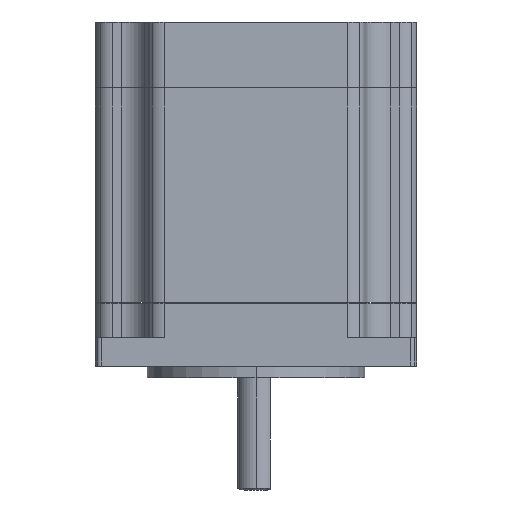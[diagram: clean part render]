
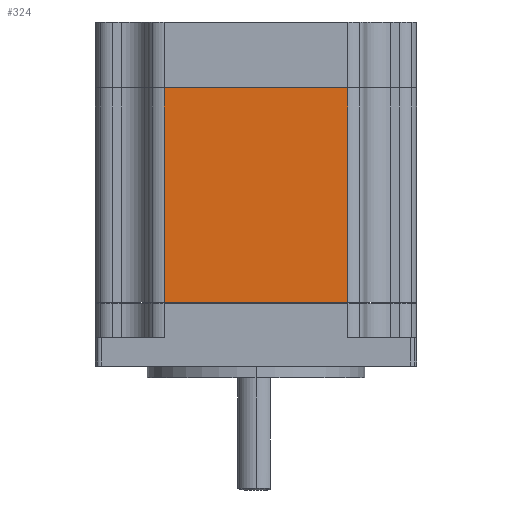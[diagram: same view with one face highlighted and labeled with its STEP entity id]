
A CAD part, left-side view. The second image highlights one B-rep face of the part: STEP entity #324.
In plain terms, the highlighted planar face has unit normal (-1, 0, 0).
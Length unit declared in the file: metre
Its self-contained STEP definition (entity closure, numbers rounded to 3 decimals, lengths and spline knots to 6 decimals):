
#324=ADVANCED_FACE('10:4992',(#734),#735,.T.);
#734=FACE_OUTER_BOUND('',#1239,.T.);
#735=PLANE('',#1240);
#1239=EDGE_LOOP('',(#2169,#2170,#2171,#2172));
#1240=AXIS2_PLACEMENT_3D('',#2173,#2174,#2175);
#2169=ORIENTED_EDGE('',*,*,#3283,.T.);
#2170=ORIENTED_EDGE('',*,*,#3252,.F.);
#2171=ORIENTED_EDGE('',*,*,#3304,.F.);
#2172=ORIENTED_EDGE('',*,*,#3262,.F.);
#2173=CARTESIAN_POINT('',(0.0575,0.12518,-0.07031));
#2174=DIRECTION('',(-1.0,0.,0.));
#2175=DIRECTION('',(0.,0.0,-1.0));
#3252=EDGE_CURVE('10:5386',#3968,#3970,#3971,.T.);
#3262=EDGE_CURVE('10:5369',#3986,#3988,#3989,.T.);
#3283=EDGE_CURVE('10:5219',#3986,#3970,#4022,.F.);
#3304=EDGE_CURVE('10:3685',#3988,#3968,#4051,.T.);
#3968=VERTEX_POINT('',#4943);
#3970=VERTEX_POINT('',#4945);
#3971=LINE('',#4946,#4947);
#3986=VERTEX_POINT('',#4965);
#3988=VERTEX_POINT('',#4967);
#3989=LINE('',#4968,#4969);
#4022=LINE('',#5011,#5012);
#4051=LINE('',#5049,#5050);
#4943=CARTESIAN_POINT('',(0.0575,0.08118,-0.05181));
#4945=CARTESIAN_POINT('',(0.0575,0.08118,-0.08921));
#4946=CARTESIAN_POINT('',(0.0575,0.08118,-0.05531));
#4947=VECTOR('',#5971,1.0);
#4965=CARTESIAN_POINT('',(0.0575,0.11318,-0.08921));
#4967=CARTESIAN_POINT('',(0.0575,0.11318,-0.05181));
#4968=CARTESIAN_POINT('',(0.0575,0.11318,-0.05531));
#4969=VECTOR('',#5987,1.0);
#5011=CARTESIAN_POINT('',(0.0575,0.12368,-0.08921));
#5012=VECTOR('',#6027,1.0);
#5049=CARTESIAN_POINT('',(0.0575,0.12368,-0.05181));
#5050=VECTOR('',#6054,1.0);
#5971=DIRECTION('',(0.,0.,-1.0));
#5987=DIRECTION('',(0.,0.,1.0));
#6027=DIRECTION('',(0.,1.0,0.));
#6054=DIRECTION('',(0.,-1.0,0.));
